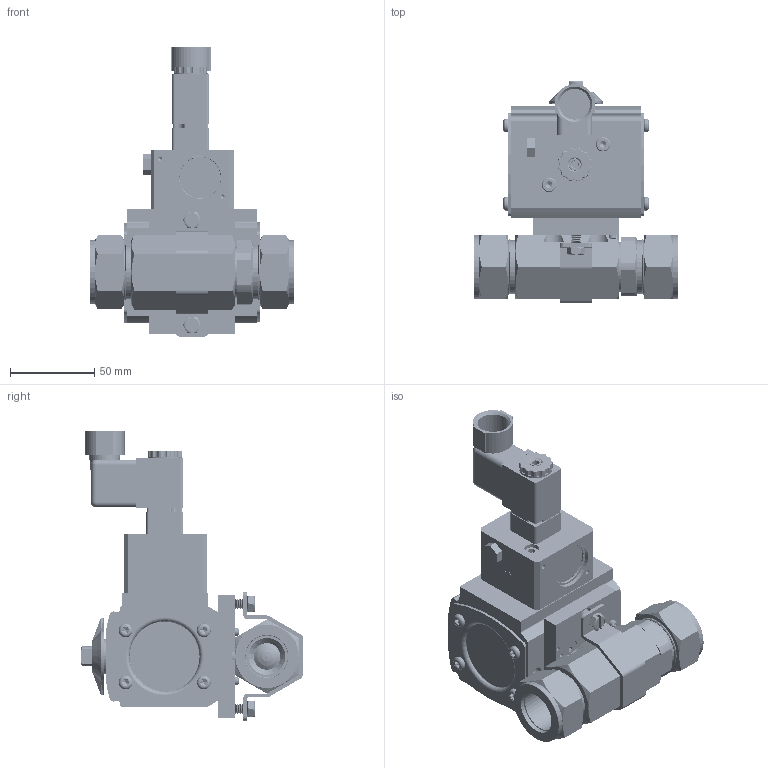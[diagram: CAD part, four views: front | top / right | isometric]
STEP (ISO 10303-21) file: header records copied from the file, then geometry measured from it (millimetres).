
FILE_DESCRIPTION (( 'STEP AP203' ), '1' );
FILE_NAME ('8206XXC16A512D4GPDC.step', '2018-08-30T17:44:10', ( '' ), ( '' ), 'SwSTEP 2.0', 'SolidWorks 2018', '' );
FILE_SCHEMA (( 'CONFIG_CONTROL_DESIGN' ));
Products named in the file (1): 8206XXC16A512D4GPDC
Bounding box: 121.45 x 131.43 x 171.5 mm (x, y, z)
Volume: 462873.7 mm3; surface area: 183867.2 mm2
Topology: 56 solids, 56 shells, 3960 faces, 10185 edges, 6287 vertices
Faces by surface type: cylinder 1727, cone 1150, plane 722, bspline 178, torus 173, sphere 10
Entity records: 186464 total; most frequent: CARTESIAN_POINT 94339, ORIENTED_EDGE 19994, DIRECTION 19186, EDGE_CURVE 9997, AXIS2_PLACEMENT_3D 7666, VERTEX_POINT 6283, EDGE_LOOP 4230, ADVANCED_FACE 3960
